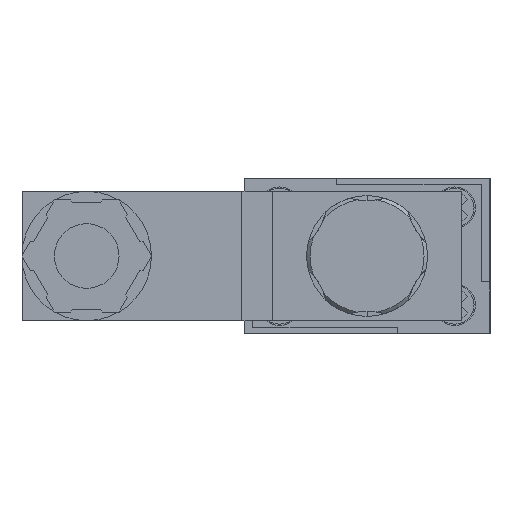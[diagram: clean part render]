
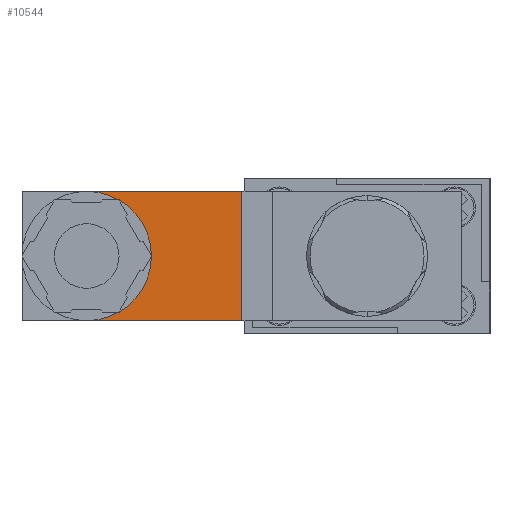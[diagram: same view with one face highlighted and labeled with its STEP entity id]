
A CAD part, left-side view. The second image highlights one B-rep face of the part: STEP entity #10544.
In plain terms, the highlighted face is planar.
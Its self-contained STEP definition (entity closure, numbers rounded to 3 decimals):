
#1519 = DIRECTION ( 'NONE',  ( 0., 0., 1. ) ) ;
#1520 = CARTESIAN_POINT ( 'NONE',  ( 25.1, 14.5, 0. ) ) ;
#1521 = DIRECTION ( 'NONE',  ( 0., -1., 0. ) ) ;
#1522 = CARTESIAN_POINT ( 'NONE',  ( 25.1, 40., 7.5 ) ) ;
#1523 = DIRECTION ( 'NONE',  ( 0., 0., -1. ) ) ;
#1524 = DIRECTION ( 'NONE',  ( 1., 0., 0. ) ) ;
#1525 = CARTESIAN_POINT ( 'NONE',  ( 25.1, 32.5, 0. ) ) ;
#1526 = DIRECTION ( 'NONE',  ( 0., -1., 0. ) ) ;
#1527 = CARTESIAN_POINT ( 'NONE',  ( 25.1, 40., -7.5 ) ) ;
#3952 = ORIENTED_EDGE ( 'NONE', *, *, #14187, .F. ) ;
#3953 = ORIENTED_EDGE ( 'NONE', *, *, #14186, .T. ) ;
#3954 = ORIENTED_EDGE ( 'NONE', *, *, #14185, .F. ) ;
#3955 = ORIENTED_EDGE ( 'NONE', *, *, #14184, .F. ) ;
#6325 = CARTESIAN_POINT ( 'NONE',  ( 25.1, 14.5, 7.5 ) ) ;
#6331 = CARTESIAN_POINT ( 'NONE',  ( 25.1, 14.5, -7.5 ) ) ;
#6397 = CARTESIAN_POINT ( 'NONE',  ( 25.1, 32.5, -7.5 ) ) ;
#6412 = CARTESIAN_POINT ( 'NONE',  ( 25.1, 32.5, 7.5 ) ) ;
#7879 = FACE_OUTER_BOUND ( 'NONE', #11493, .T. ) ;
#9127 = AXIS2_PLACEMENT_3D ( 'NONE', #12223, #12221, #12218 ) ;
#10544 = ADVANCED_FACE ( 'NONE', ( #7879 ), #12226, .T. ) ;
#11493 = EDGE_LOOP ( 'NONE', ( #3955, #3954, #3953, #3952 ) ) ;
#12218 = DIRECTION ( 'NONE',  ( 0., 0., -1. ) ) ;
#12221 = DIRECTION ( 'NONE',  ( 1., 0., 0. ) ) ;
#12223 = CARTESIAN_POINT ( 'NONE',  ( 25.1, 40., 0. ) ) ;
#12226 = PLANE ( 'NONE',  #9127 ) ;
#14184 = EDGE_CURVE ( 'NONE', #15216, #15154, #14694, .T. ) ;
#14185 = EDGE_CURVE ( 'NONE', #15231, #15216, #14698, .T. ) ;
#14186 = EDGE_CURVE ( 'NONE', #15231, #15148, #14697, .T. ) ;
#14187 = EDGE_CURVE ( 'NONE', #15154, #15148, #14700, .T. ) ;
#14694 = LINE ( 'NONE', #1527, #14696 ) ;
#14696 = VECTOR ( 'NONE', #1526, 1000. ) ;
#14697 = LINE ( 'NONE', #1522, #14699 ) ;
#14698 = CIRCLE ( 'NONE', #14946, 7.5 ) ;
#14699 = VECTOR ( 'NONE', #1521, 1000. ) ;
#14700 = LINE ( 'NONE', #1520, #14701 ) ;
#14701 = VECTOR ( 'NONE', #1519, 1000. ) ;
#14946 = AXIS2_PLACEMENT_3D ( 'NONE', #1525, #1524, #1523 ) ;
#15148 = VERTEX_POINT ( 'NONE', #6325 ) ;
#15154 = VERTEX_POINT ( 'NONE', #6331 ) ;
#15216 = VERTEX_POINT ( 'NONE', #6397 ) ;
#15231 = VERTEX_POINT ( 'NONE', #6412 ) ;
